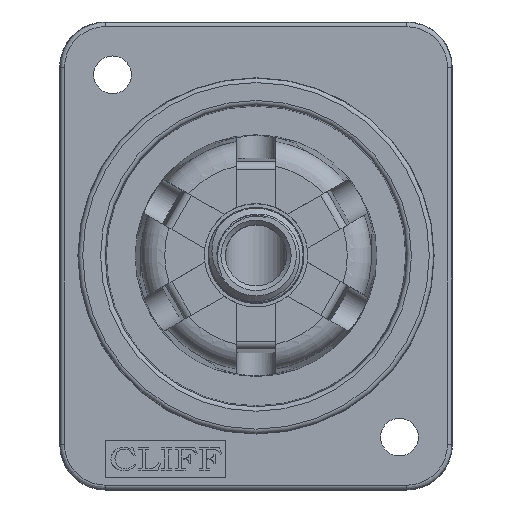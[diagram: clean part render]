
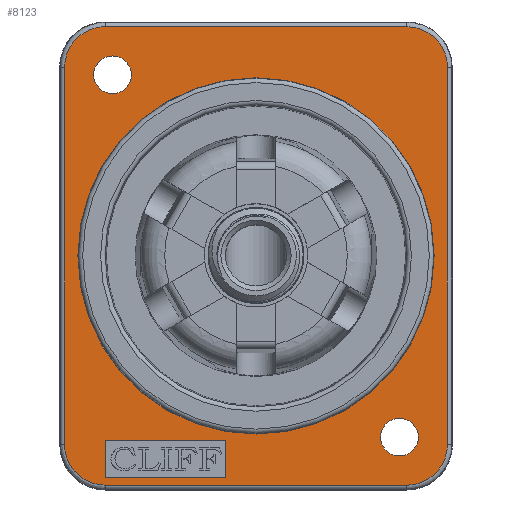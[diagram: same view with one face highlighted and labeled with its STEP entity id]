
A CAD part, top view. The second image highlights one B-rep face of the part: STEP entity #8123.
In plain terms, the highlighted planar face has unit normal (0, 0, 1).
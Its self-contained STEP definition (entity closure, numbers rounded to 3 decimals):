
#47=ELLIPSE('',#8611,2.7,2.7);
#50=ELLIPSE('',#8618,2.7,2.7);
#52=ELLIPSE('',#8623,2.7,2.7);
#54=ELLIPSE('',#8628,2.7,2.7);
#1401=LINE('',#31634,#1972);
#1405=LINE('',#31642,#1976);
#1408=LINE('',#31648,#1979);
#1411=LINE('',#31653,#1982);
#1414=LINE('',#31694,#1985);
#1416=LINE('',#31730,#1987);
#1418=LINE('',#31766,#1989);
#1420=LINE('',#31799,#1991);
#1972=VECTOR('',#9974,2.5);
#1976=VECTOR('',#9980,8.);
#1979=VECTOR('',#9985,2.5);
#1982=VECTOR('',#9990,8.);
#1985=VECTOR('',#10007,19.965);
#1987=VECTOR('',#10019,24.965);
#1989=VECTOR('',#10031,19.965);
#1991=VECTOR('',#10041,24.965);
#2209=FACE_BOUND('',#2988,.T.);
#2210=FACE_BOUND('',#2989,.T.);
#2211=FACE_BOUND('',#2990,.T.);
#2212=FACE_BOUND('',#2991,.T.);
#2538=FACE_OUTER_BOUND('',#2987,.T.);
#2987=EDGE_LOOP('',(#6980,#6981,#6982,#6983,#6984,#6985,#6986,#6987));
#2988=EDGE_LOOP('',(#6988));
#2989=EDGE_LOOP('',(#6989,#6990,#6991,#6992));
#2990=EDGE_LOOP('',(#6993));
#2991=EDGE_LOOP('',(#6994));
#3220=CIRCLE('',#8527,11.8);
#3229=CIRCLE('',#8635,1.25);
#3230=CIRCLE('',#8636,1.25);
#3678=VERTEX_POINT('',#30481);
#3891=VERTEX_POINT('',#31632);
#3892=VERTEX_POINT('',#31633);
#3895=VERTEX_POINT('',#31641);
#3897=VERTEX_POINT('',#31647);
#3900=VERTEX_POINT('',#31682);
#3901=VERTEX_POINT('',#31684);
#3903=VERTEX_POINT('',#31690);
#3905=VERTEX_POINT('',#31720);
#3907=VERTEX_POINT('',#31726);
#3909=VERTEX_POINT('',#31756);
#3911=VERTEX_POINT('',#31762);
#3913=VERTEX_POINT('',#31792);
#3915=VERTEX_POINT('',#31810);
#3916=VERTEX_POINT('',#31812);
#4629=EDGE_CURVE('',#3678,#3678,#3220,.T.);
#4949=EDGE_CURVE('',#3891,#3892,#1401,.T.);
#4953=EDGE_CURVE('',#3895,#3891,#1405,.T.);
#4956=EDGE_CURVE('',#3897,#3895,#1408,.T.);
#4959=EDGE_CURVE('',#3892,#3897,#1411,.T.);
#4962=EDGE_CURVE('',#3900,#3901,#47,.T.);
#4967=EDGE_CURVE('',#3901,#3903,#1414,.T.);
#4970=EDGE_CURVE('',#3903,#3905,#50,.T.);
#4973=EDGE_CURVE('',#3905,#3907,#1416,.T.);
#4976=EDGE_CURVE('',#3907,#3909,#52,.T.);
#4979=EDGE_CURVE('',#3909,#3911,#1418,.T.);
#4982=EDGE_CURVE('',#3911,#3913,#54,.T.);
#4984=EDGE_CURVE('',#3913,#3900,#1420,.T.);
#4990=EDGE_CURVE('',#3915,#3915,#3229,.T.);
#4991=EDGE_CURVE('',#3916,#3916,#3230,.T.);
#6980=ORIENTED_EDGE('',*,*,#4962,.F.);
#6981=ORIENTED_EDGE('',*,*,#4984,.F.);
#6982=ORIENTED_EDGE('',*,*,#4982,.F.);
#6983=ORIENTED_EDGE('',*,*,#4979,.F.);
#6984=ORIENTED_EDGE('',*,*,#4976,.F.);
#6985=ORIENTED_EDGE('',*,*,#4973,.F.);
#6986=ORIENTED_EDGE('',*,*,#4970,.F.);
#6987=ORIENTED_EDGE('',*,*,#4967,.F.);
#6988=ORIENTED_EDGE('',*,*,#4629,.T.);
#6989=ORIENTED_EDGE('',*,*,#4949,.T.);
#6990=ORIENTED_EDGE('',*,*,#4959,.T.);
#6991=ORIENTED_EDGE('',*,*,#4956,.T.);
#6992=ORIENTED_EDGE('',*,*,#4953,.T.);
#6993=ORIENTED_EDGE('',*,*,#4990,.T.);
#6994=ORIENTED_EDGE('',*,*,#4991,.T.);
#7763=PLANE('',#8634);
#8123=ADVANCED_FACE('',(#2538,#2209,#2210,#2211,#2212),#7763,.T.);
#8527=AXIS2_PLACEMENT_3D('',#30482,#9565,#9566);
#8611=AXIS2_PLACEMENT_3D('',#31685,#9996,#9997);
#8618=AXIS2_PLACEMENT_3D('',#31724,#10012,#10013);
#8623=AXIS2_PLACEMENT_3D('',#31760,#10024,#10025);
#8628=AXIS2_PLACEMENT_3D('',#31796,#10036,#10037);
#8634=AXIS2_PLACEMENT_3D('',#31809,#10055,#10056);
#8635=AXIS2_PLACEMENT_3D('',#31811,#10057,#10058);
#8636=AXIS2_PLACEMENT_3D('',#31813,#10059,#10060);
#9565=DIRECTION('center_axis',(0.,0.,
-1.));
#9566=DIRECTION('ref_axis',(-1.,0.,0.));
#9974=DIRECTION('',(0.,1.,0.));
#9980=DIRECTION('',(-1.,0.,0.));
#9985=DIRECTION('',(0.,-1.,0.));
#9990=DIRECTION('',(1.,0.,0.));
#9996=DIRECTION('center_axis',(0.,0.,
-1.));
#9997=DIRECTION('ref_axis',(-0.707,0.707,0.));
#10007=DIRECTION('',(1.,0.,0.));
#10012=DIRECTION('center_axis',(0.,0.,
-1.));
#10013=DIRECTION('ref_axis',(0.707,0.707,0.));
#10019=DIRECTION('',(0.,-1.,0.));
#10024=DIRECTION('center_axis',(0.,0.,
-1.));
#10025=DIRECTION('ref_axis',(0.707,-0.707,0.));
#10031=DIRECTION('',(-1.,0.,0.));
#10036=DIRECTION('center_axis',(0.,0.,
-1.));
#10037=DIRECTION('ref_axis',(-0.707,-0.707,0.));
#10041=DIRECTION('',(0.,1.,0.));
#10055=DIRECTION('center_axis',(0.,0.,
1.));
#10056=DIRECTION('ref_axis',(1.,0.,0.));
#10057=DIRECTION('center_axis',(0.,0.,
-1.));
#10058=DIRECTION('ref_axis',(-1.,0.,0.));
#10059=DIRECTION('center_axis',(0.,0.,
-1.));
#10060=DIRECTION('ref_axis',(-1.,0.,0.));
#30481=CARTESIAN_POINT('',(1.8,0.,2.3));
#30482=CARTESIAN_POINT('Origin',(-10.,0.,
2.3));
#31632=CARTESIAN_POINT('',(-20.,-14.7,2.3));
#31633=CARTESIAN_POINT('',(-20.,-12.2,2.3));
#31634=CARTESIAN_POINT('',(-20.,-7.35,2.3));
#31641=CARTESIAN_POINT('',(-12.,-14.7,2.3));
#31642=CARTESIAN_POINT('',(-11.,-14.7,2.3));
#31647=CARTESIAN_POINT('',(-12.,-12.2,2.3));
#31648=CARTESIAN_POINT('',(-12.,-6.1,2.3));
#31653=CARTESIAN_POINT('',(-15.,-12.2,2.3));
#31682=CARTESIAN_POINT('',(-22.683,12.483,2.3));
#31684=CARTESIAN_POINT('',(-19.983,15.183,2.3));
#31685=CARTESIAN_POINT('Origin',(-19.982,12.482,2.3));
#31690=CARTESIAN_POINT('',(-0.017,15.183,2.3));
#31694=CARTESIAN_POINT('',(-16.5,15.183,2.3));
#31720=CARTESIAN_POINT('',(2.683,12.483,2.3));
#31724=CARTESIAN_POINT('Origin',(-0.018,12.482,2.3));
#31726=CARTESIAN_POINT('',(2.683,-12.483,2.3));
#31730=CARTESIAN_POINT('',(2.683,7.75,2.3));
#31756=CARTESIAN_POINT('',(-0.017,-15.183,2.3));
#31760=CARTESIAN_POINT('Origin',(-0.018,-12.482,
2.3));
#31762=CARTESIAN_POINT('',(-19.983,-15.183,2.3));
#31766=CARTESIAN_POINT('',(-3.5,-15.183,2.3));
#31792=CARTESIAN_POINT('',(-22.683,-12.483,2.3));
#31796=CARTESIAN_POINT('Origin',(-19.982,-12.482,2.3));
#31799=CARTESIAN_POINT('',(-22.683,-7.75,2.3));
#31809=CARTESIAN_POINT('Origin',(-10.,0.,
2.3));
#31810=CARTESIAN_POINT('',(0.75,-12.,2.3));
#31811=CARTESIAN_POINT('Origin',(-0.5,-12.,2.3));
#31812=CARTESIAN_POINT('',(-18.25,12.,2.3));
#31813=CARTESIAN_POINT('Origin',(-19.5,12.,2.3));
